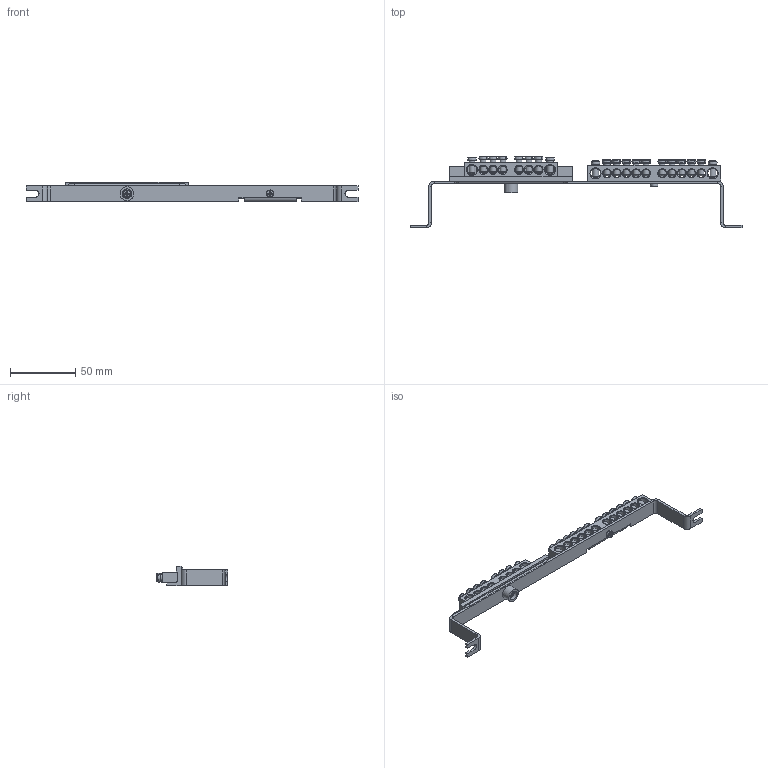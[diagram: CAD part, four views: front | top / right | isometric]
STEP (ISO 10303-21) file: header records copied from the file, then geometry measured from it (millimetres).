
FILE_DESCRIPTION(/* description */ (''),/* implementation_level */ '2;1');
FILE_NAME(/* name */ 'Шина N+PE 8х12-8_12 на скобе.stp',/* time_stamp */ '2021-04-12T22:16:55+03:00',/* author */ ('Admin'),/* organization */ (''),/* preprocessor_version */ 'ST-DEVELOPER v15.6',/* originating_system */ 'Autodesk Inventor 2015',/* authorisation */ '');
FILE_SCHEMA (('AUTOMOTIVE_DESIGN { 1 0 10303 214 3 1 1 }'));
Length unit declared in the file: millimetre
Products named in the file (10): 8х12-8_1; Винт M5x10; 8х12-12_1; Винт M4x10; Изолятор \X2\043F043B0430
; Изолятор \X2\044804300439
; Скоба; Шина N+PE на \X2\0441

Assembly tree (29 placements, depth 3):
  Шина N+PE на \X2\0441

    8х12-8_1
      8х12-8_1
      Винт M5x10  x8
    8х12-12_1
      8х12-12_1
      Винт M5x10  x12
    Винт M4x10  x2
    Изолятор \X2\043F043B0430

    Изолятор \X2\044804300439

    Скоба
Bounding box: 255 x 55.25 x 14.6 mm (x, y, z)
Volume: 29803.8 mm3; surface area: 31060.9 mm2
Topology: 27 solids, 27 shells, 732 faces, 1896 edges, 1243 vertices
Faces by surface type: plane 408, cone 106, cylinder 84, torus 68, sphere 44, bspline 22
Full cylindrical faces by diameter (mm): 3.242 x2, 3.9 x2, 4.134 x20, 4.3 x1, 4.8 x20, 5 x1, 6 x16, 6.35 x1, 6.8 x1, 7.2 x1, 7.4 x1, 7.5 x4, 10.6 x1
Entity records: 7685 total; most frequent: CARTESIAN_POINT 1953, DIRECTION 1170, ORIENTED_EDGE 928, AXIS2_PLACEMENT_3D 479, EDGE_CURVE 464, EDGE_LOOP 424, VERTEX_POINT 346, FACE_OUTER_BOUND 232
